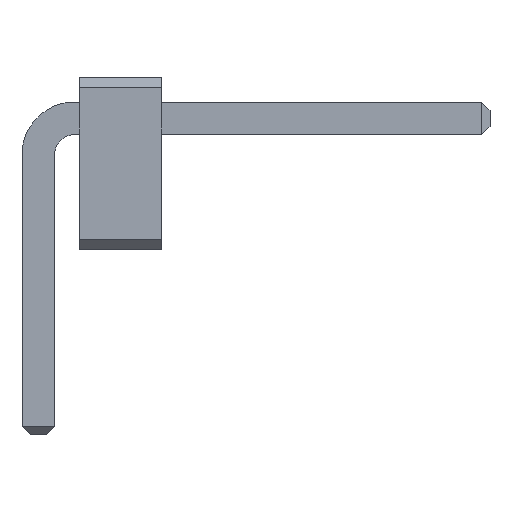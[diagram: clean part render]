
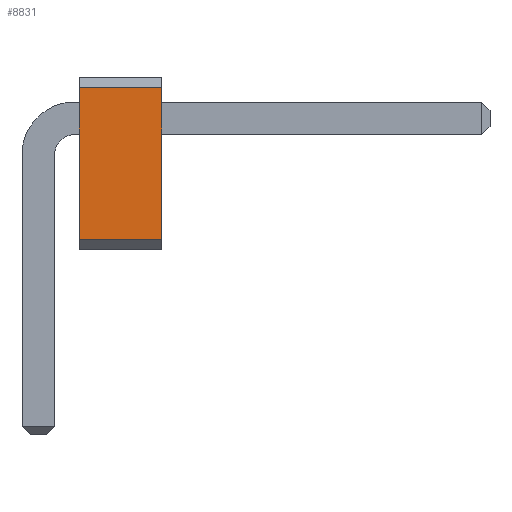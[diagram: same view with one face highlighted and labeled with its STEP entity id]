
A CAD part, front view. The second image highlights one B-rep face of the part: STEP entity #8831.
In plain terms, the highlighted planar face has unit normal (0, -1, 0).
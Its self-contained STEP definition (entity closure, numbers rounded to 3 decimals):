
#863 = VERTEX_POINT('',#864);
#864 = CARTESIAN_POINT('',(1.5,-41.275,1.423));
#870 = EDGE_CURVE('',#871,#863,#873,.T.);
#871 = VERTEX_POINT('',#872);
#872 = CARTESIAN_POINT('',(1.5,-41.275,-0.423));
#873 = LINE('',#874,#875);
#874 = CARTESIAN_POINT('',(1.5,-41.275,-0.55));
#875 = VECTOR('',#876,1.);
#876 = DIRECTION('',(0.,0.,1.));
#3609 = VERTEX_POINT('',#3610);
#3610 = CARTESIAN_POINT('',(0.5,-41.275,-0.423));
#3616 = EDGE_CURVE('',#3609,#3617,#3619,.T.);
#3617 = VERTEX_POINT('',#3618);
#3618 = CARTESIAN_POINT('',(0.5,-41.275,1.423));
#3619 = LINE('',#3620,#3621);
#3620 = CARTESIAN_POINT('',(0.5,-41.275,-0.55));
#3621 = VECTOR('',#3622,1.);
#3622 = DIRECTION('',(0.,0.,1.));
#8821 = EDGE_CURVE('',#871,#3609,#8822,.T.);
#8822 = LINE('',#8823,#8824);
#8823 = CARTESIAN_POINT('',(1.5,-41.275,-0.423));
#8824 = VECTOR('',#8825,1.);
#8825 = DIRECTION('',(-1.,0.,0.));
#8831 = ADVANCED_FACE('',(#8832),#8843,.F.);
#8832 = FACE_BOUND('',#8833,.F.);
#8833 = EDGE_LOOP('',(#8834,#8835,#8836,#8837));
#8834 = ORIENTED_EDGE('',*,*,#870,.F.);
#8835 = ORIENTED_EDGE('',*,*,#8821,.T.);
#8836 = ORIENTED_EDGE('',*,*,#3616,.T.);
#8837 = ORIENTED_EDGE('',*,*,#8838,.F.);
#8838 = EDGE_CURVE('',#863,#3617,#8839,.T.);
#8839 = LINE('',#8840,#8841);
#8840 = CARTESIAN_POINT('',(1.5,-41.275,1.423));
#8841 = VECTOR('',#8842,1.);
#8842 = DIRECTION('',(-1.,0.,0.));
#8843 = PLANE('',#8844);
#8844 = AXIS2_PLACEMENT_3D('',#8845,#8846,#8847);
#8845 = CARTESIAN_POINT('',(1.5,-41.275,-0.55));
#8846 = DIRECTION('',(0.,1.,0.));
#8847 = DIRECTION('',(0.,0.,1.));
